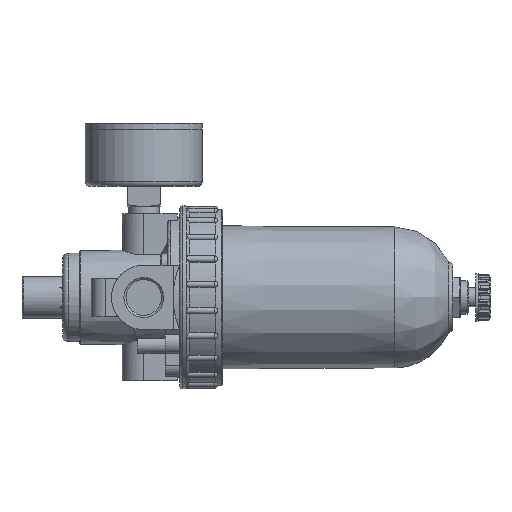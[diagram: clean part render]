
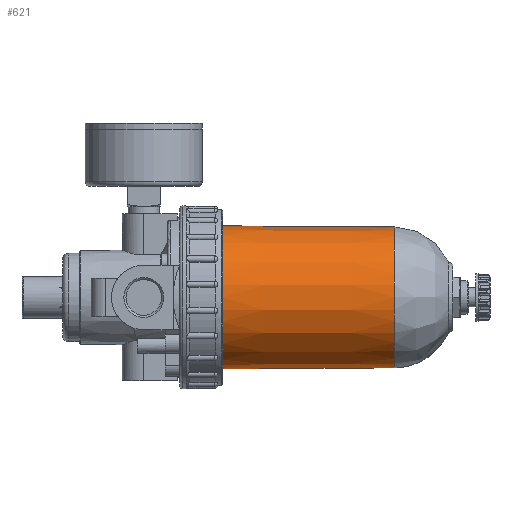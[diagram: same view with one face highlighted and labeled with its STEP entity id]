
A CAD part, left-side view. The second image highlights one B-rep face of the part: STEP entity #621.
In plain terms, the highlighted conical face has half-angle 0.372 degrees and reference radius 29.97 mm.
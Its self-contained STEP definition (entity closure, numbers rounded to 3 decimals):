
#621 = ADVANCED_FACE( '', ( #1960, #1961 ), #1962, .T. );
#1960 = FACE_BOUND( '', #4295, .T. );
#1961 = FACE_OUTER_BOUND( '', #4296, .T. );
#1962 = CONICAL_SURFACE( '', #4297, 29.97, 0.006 );
#4295 = EDGE_LOOP( '', ( #8115 ) );
#4296 = EDGE_LOOP( '', ( #8116 ) );
#4297 = AXIS2_PLACEMENT_3D( '', #8117, #8118, #8119 );
#8115 = ORIENTED_EDGE( '', *, *, #14912, .F. );
#8116 = ORIENTED_EDGE( '', *, *, #14913, .T. );
#8117 = CARTESIAN_POINT( '', ( 0., 0.5, 0. ) );
#8118 = DIRECTION( '', ( 0., 1., 0. ) );
#8119 = DIRECTION( '', ( 0., 0., 1. ) );
#14912 = EDGE_CURVE( '', #17919, #17919, #17920, .T. );
#14913 = EDGE_CURVE( '', #17921, #17921, #17922, .T. );
#17919 = VERTEX_POINT( '', #23937 );
#17920 = CIRCLE( '', #23938, 29.499 );
#17921 = VERTEX_POINT( '', #23939 );
#17922 = CIRCLE( '', #23940, 29.97 );
#23937 = CARTESIAN_POINT( '', ( 0., -71.972, -29.499 ) );
#23938 = AXIS2_PLACEMENT_3D( '', #30515, #30516, #30517 );
#23939 = CARTESIAN_POINT( '', ( 0., 0.5, -29.97 ) );
#23940 = AXIS2_PLACEMENT_3D( '', #30518, #30519, #30520 );
#30515 = CARTESIAN_POINT( '', ( 0., -71.972, 0. ) );
#30516 = DIRECTION( '', ( 0., -1., 0. ) );
#30517 = DIRECTION( '', ( 0., 0., -1. ) );
#30518 = CARTESIAN_POINT( '', ( 0., 0.5, 0. ) );
#30519 = DIRECTION( '', ( 0., -1., 0. ) );
#30520 = DIRECTION( '', ( 0., 0., -1. ) );
